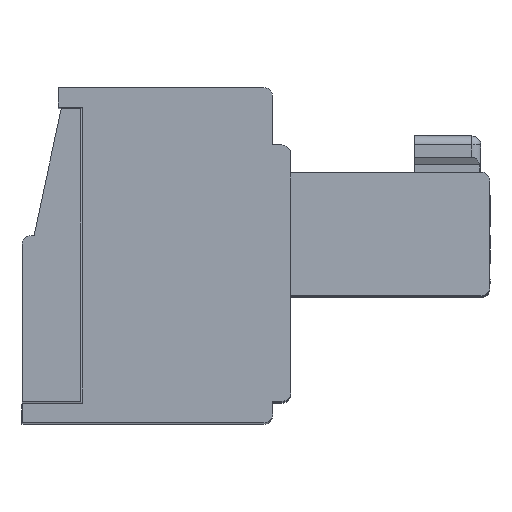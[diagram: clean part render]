
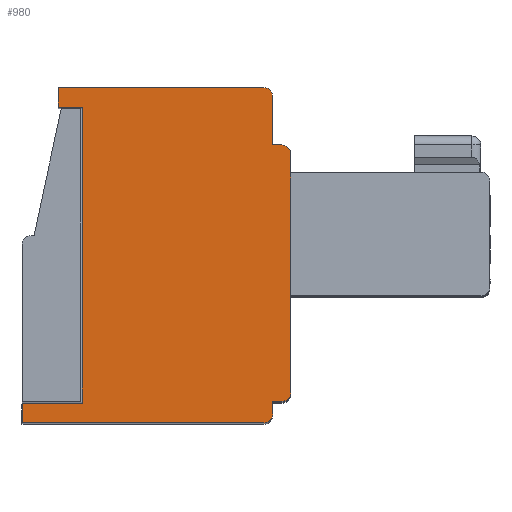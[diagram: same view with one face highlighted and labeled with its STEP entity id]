
A CAD part, top view. The second image highlights one B-rep face of the part: STEP entity #980.
In plain terms, the highlighted planar face has unit normal (0, 0, 1).
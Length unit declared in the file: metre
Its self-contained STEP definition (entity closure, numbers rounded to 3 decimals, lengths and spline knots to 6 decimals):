
#980=ADVANCED_FACE('',(#2535),#2536,.F.);
#2535=FACE_OUTER_BOUND('',#4721,.T.);
#2536=PLANE('',#4722);
#4721=EDGE_LOOP('',(#7635,#7636,#7637,#7638,#7639,#7640,#7641,#7642,#7643,#7644,#7645,#7646,#7647,#7648,#7649,#7650));
#4722=AXIS2_PLACEMENT_3D('',#7651,#7652,#7653);
#7635=ORIENTED_EDGE('',*,*,#13358,.T.);
#7636=ORIENTED_EDGE('',*,*,#13359,.T.);
#7637=ORIENTED_EDGE('',*,*,#13360,.T.);
#7638=ORIENTED_EDGE('',*,*,#13347,.T.);
#7639=ORIENTED_EDGE('',*,*,#13361,.T.);
#7640=ORIENTED_EDGE('',*,*,#13362,.F.);
#7641=ORIENTED_EDGE('',*,*,#13363,.T.);
#7642=ORIENTED_EDGE('',*,*,#13364,.T.);
#7643=ORIENTED_EDGE('',*,*,#13365,.T.);
#7644=ORIENTED_EDGE('',*,*,#13366,.T.);
#7645=ORIENTED_EDGE('',*,*,#13367,.T.);
#7646=ORIENTED_EDGE('',*,*,#13368,.T.);
#7647=ORIENTED_EDGE('',*,*,#13369,.T.);
#7648=ORIENTED_EDGE('',*,*,#13370,.F.);
#7649=ORIENTED_EDGE('',*,*,#13371,.T.);
#7650=ORIENTED_EDGE('',*,*,#13372,.T.);
#7651=CARTESIAN_POINT('',(0.013673,0.00851,0.026268));
#7652=DIRECTION('',(0.,0.,-1.0));
#7653=DIRECTION('',(0.0,-1.0,0.));
#13347=EDGE_CURVE('',#16173,#16171,#16174,.T.);
#13358=EDGE_CURVE('',#16190,#16191,#16192,.T.);
#13359=EDGE_CURVE('',#16191,#16193,#16194,.T.);
#13360=EDGE_CURVE('',#16193,#16173,#16195,.T.);
#13361=EDGE_CURVE('',#16171,#16196,#16197,.T.);
#13362=EDGE_CURVE('',#16198,#16196,#16199,.T.);
#13363=EDGE_CURVE('',#16198,#16200,#16201,.T.);
#13364=EDGE_CURVE('',#16200,#16202,#16203,.T.);
#13365=EDGE_CURVE('',#16202,#16204,#16205,.T.);
#13366=EDGE_CURVE('',#16204,#16206,#16207,.T.);
#13367=EDGE_CURVE('',#16206,#16208,#16209,.T.);
#13368=EDGE_CURVE('',#16208,#16210,#16211,.T.);
#13369=EDGE_CURVE('',#16210,#16212,#16213,.T.);
#13370=EDGE_CURVE('',#16214,#16212,#16215,.T.);
#13371=EDGE_CURVE('',#16214,#16216,#16217,.T.);
#13372=EDGE_CURVE('',#16216,#16190,#16218,.T.);
#16171=VERTEX_POINT('',#20434);
#16173=VERTEX_POINT('',#20437);
#16174=LINE('',#20438,#20439);
#16190=VERTEX_POINT('',#20459);
#16191=VERTEX_POINT('',#20460);
#16192=LINE('',#20461,#20462);
#16193=VERTEX_POINT('',#20463);
#16194=CIRCLE('',#20464,0.0003);
#16195=LINE('',#20465,#20466);
#16196=VERTEX_POINT('',#20467);
#16197=CIRCLE('',#20468,0.0003);
#16198=VERTEX_POINT('',#20469);
#16199=LINE('',#20470,#20471);
#16200=VERTEX_POINT('',#20472);
#16201=CIRCLE('',#20473,0.0003);
#16202=VERTEX_POINT('',#20474);
#16203=LINE('',#20475,#20476);
#16204=VERTEX_POINT('',#20477);
#16205=LINE('',#20478,#20479);
#16206=VERTEX_POINT('',#20480);
#16207=CIRCLE('',#20481,0.0003);
#16208=VERTEX_POINT('',#20482);
#16209=LINE('',#20483,#20484);
#16210=VERTEX_POINT('',#20485);
#16211=LINE('',#20486,#20487);
#16212=VERTEX_POINT('',#20488);
#16213=LINE('',#20489,#20490);
#16214=VERTEX_POINT('',#20491);
#16215=LINE('',#20492,#20493);
#16216=VERTEX_POINT('',#20494);
#16217=LINE('',#20495,#20496);
#16218=LINE('',#20497,#20498);
#20434=CARTESIAN_POINT('',(0.007073,0.00121,0.026268));
#20437=CARTESIAN_POINT('',(0.006773,0.00121,0.026268));
#20438=CARTESIAN_POINT('',(0.013673,0.00121,0.026268));
#20439=VECTOR('',#24729,1.0);
#20459=CARTESIAN_POINT('',(-0.001527,0.00051,0.026268));
#20460=CARTESIAN_POINT('',(0.006473,0.00051,0.026268));
#20461=CARTESIAN_POINT('',(0.013673,0.00051,0.026268));
#20462=VECTOR('',#24743,1.0);
#20463=CARTESIAN_POINT('',(0.006773,0.00081,0.026268));
#20464=AXIS2_PLACEMENT_3D('',#24744,#24745,#24746);
#20465=CARTESIAN_POINT('',(0.006773,0.00851,0.026268));
#20466=VECTOR('',#24747,1.0);
#20467=CARTESIAN_POINT('',(0.007373,0.00151,0.026268));
#20468=AXIS2_PLACEMENT_3D('',#24748,#24749,#24750);
#20469=CARTESIAN_POINT('',(0.007373,0.00941,0.026268));
#20470=CARTESIAN_POINT('',(0.007373,0.00941,0.026268));
#20471=VECTOR('',#24751,1.0);
#20472=CARTESIAN_POINT('',(0.007073,0.00971,0.026268));
#20473=AXIS2_PLACEMENT_3D('',#24752,#24753,#24754);
#20474=CARTESIAN_POINT('',(0.006773,0.00971,0.026268));
#20475=CARTESIAN_POINT('',(0.006773,0.00971,0.026268));
#20476=VECTOR('',#24755,1.0);
#20477=CARTESIAN_POINT('',(0.006773,0.01131,0.026268));
#20478=CARTESIAN_POINT('',(0.006773,0.00851,0.026268));
#20479=VECTOR('',#24756,1.0);
#20480=CARTESIAN_POINT('',(0.006473,0.01161,0.026268));
#20481=AXIS2_PLACEMENT_3D('',#24757,#24758,#24759);
#20482=CARTESIAN_POINT('',(-0.000327,0.01161,0.026268));
#20483=CARTESIAN_POINT('',(0.013673,0.01161,0.026268));
#20484=VECTOR('',#24760,1.0);
#20485=CARTESIAN_POINT('',(-0.000327,0.01096,0.026268));
#20486=CARTESIAN_POINT('',(-0.000327,0.00851,0.026268));
#20487=VECTOR('',#24761,1.0);
#20488=CARTESIAN_POINT('',(0.000473,0.01096,0.026268));
#20489=CARTESIAN_POINT('',(0.013673,0.01096,0.026268));
#20490=VECTOR('',#24762,1.0);
#20491=CARTESIAN_POINT('',(0.000473,0.00116,0.026268));
#20492=CARTESIAN_POINT('',(0.000473,0.00116,0.026268));
#20493=VECTOR('',#24763,1.0);
#20494=CARTESIAN_POINT('',(-0.001527,0.00116,0.026268));
#20495=CARTESIAN_POINT('',(0.013673,0.00116,0.026268));
#20496=VECTOR('',#24764,1.0);
#20497=CARTESIAN_POINT('',(-0.001527,0.00851,0.026268));
#20498=VECTOR('',#24765,1.0);
#24729=DIRECTION('',(1.0,0.,0.));
#24743=DIRECTION('',(1.0,0.,0.));
#24744=CARTESIAN_POINT('',(0.006473,0.00081,0.026268));
#24745=DIRECTION('',(0.,0.,1.0));
#24746=DIRECTION('',(-1.0,0.,0.));
#24747=DIRECTION('',(0.,1.0,0.));
#24748=CARTESIAN_POINT('',(0.007073,0.00151,0.026268));
#24749=DIRECTION('',(0.,0.,1.0));
#24750=DIRECTION('',(-1.0,0.,0.));
#24751=DIRECTION('',(0.,-1.0,0.0));
#24752=CARTESIAN_POINT('',(0.007073,0.00941,0.026268));
#24753=DIRECTION('',(0.,0.,1.0));
#24754=DIRECTION('',(-1.0,0.0,0.));
#24755=DIRECTION('',(-1.0,0.,0.));
#24756=DIRECTION('',(0.,1.0,0.));
#24757=CARTESIAN_POINT('',(0.006473,0.01131,0.026268));
#24758=DIRECTION('',(0.,0.,1.0));
#24759=DIRECTION('',(-1.0,0.,0.));
#24760=DIRECTION('',(-1.0,0.,0.));
#24761=DIRECTION('',(0.,-1.0,0.));
#24762=DIRECTION('',(1.0,0.,0.));
#24763=DIRECTION('',(0.,1.0,0.0));
#24764=DIRECTION('',(-1.0,0.,0.));
#24765=DIRECTION('',(0.,-1.0,0.));
